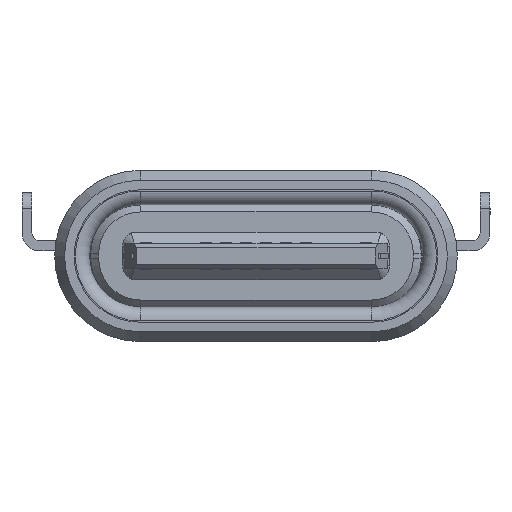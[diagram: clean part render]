
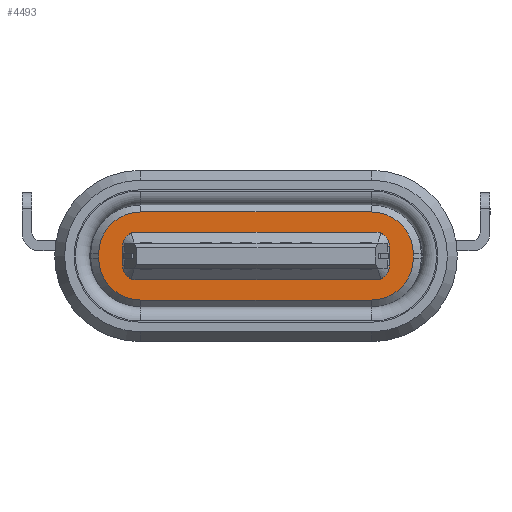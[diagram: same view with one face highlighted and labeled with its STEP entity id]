
A CAD part, front view. The second image highlights one B-rep face of the part: STEP entity #4493.
In plain terms, the highlighted planar face has unit normal (0, -1, 0).
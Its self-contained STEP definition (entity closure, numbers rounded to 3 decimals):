
#166 = EDGE_CURVE ( 'NONE', #5723, #6468, #13736, .T. ) ;
#292 = ORIENTED_EDGE ( 'NONE', *, *, #9349, .F. ) ;
#335 = CARTESIAN_POINT ( 'NONE',  ( 2.505, 6.711, -1.53 ) ) ;
#338 = CARTESIAN_POINT ( 'NONE',  ( 8.495, 6.711, -1.18 ) ) ;
#709 = AXIS2_PLACEMENT_3D ( 'NONE', #9831, #14692, #3797 ) ;
#808 = VERTEX_POINT ( 'NONE', #7135 ) ;
#1150 = DIRECTION ( 'NONE',  ( -1., 0., 0. ) ) ;
#1254 = VERTEX_POINT ( 'NONE', #11238 ) ;
#1284 = AXIS2_PLACEMENT_3D ( 'NONE', #10962, #7702, #7843 ) ;
#1363 = VERTEX_POINT ( 'NONE', #2896 ) ;
#1538 = CARTESIAN_POINT ( 'NONE',  ( 8.845, 6.711, -1.18 ) ) ;
#1581 = VERTEX_POINT ( 'NONE', #6140 ) ;
#1708 = LINE ( 'NONE', #6640, #2510 ) ;
#1990 = VECTOR ( 'NONE', #9637, 1000. ) ;
#2069 = ORIENTED_EDGE ( 'NONE', *, *, #11149, .F. ) ;
#2226 = ORIENTED_EDGE ( 'NONE', *, *, #5993, .F. ) ;
#2319 = VECTOR ( 'NONE', #14319, 1000. ) ;
#2400 = EDGE_CURVE ( 'NONE', #10707, #1581, #8140, .T. ) ;
#2421 = ORIENTED_EDGE ( 'NONE', *, *, #10977, .F. ) ;
#2429 = DIRECTION ( 'NONE',  ( 0., 1., 0. ) ) ;
#2463 = PLANE ( 'NONE',  #1284 ) ;
#2510 = VECTOR ( 'NONE', #7606, 1000. ) ;
#2860 = DIRECTION ( 'NONE',  ( 0., 1., 0. ) ) ;
#2896 = CARTESIAN_POINT ( 'NONE',  ( 1.555, 6.711, -0.875 ) ) ;
#3161 = CARTESIAN_POINT ( 'NONE',  ( 2.605, 6.711, 0.175 ) ) ;
#3237 = LINE ( 'NONE', #3161, #8122 ) ;
#3429 = CARTESIAN_POINT ( 'NONE',  ( 8.395, 6.711, -2.035 ) ) ;
#3664 = FACE_OUTER_BOUND ( 'NONE', #12265, .T. ) ;
#3782 = EDGE_CURVE ( 'NONE', #10514, #13769, #14694, .T. ) ;
#3797 = DIRECTION ( 'NONE',  ( 1., 0., 0. ) ) ;
#3861 = CARTESIAN_POINT ( 'NONE',  ( 8.395, 6.711, -2.035 ) ) ;
#3878 = DIRECTION ( 'NONE',  ( -1., 0., 0. ) ) ;
#3909 = ORIENTED_EDGE ( 'NONE', *, *, #166, .F. ) ;
#3985 = DIRECTION ( 'NONE',  ( 0., 0., -1. ) ) ;
#4331 = AXIS2_PLACEMENT_3D ( 'NONE', #15554, #13146, #1150 ) ;
#4493 = ADVANCED_FACE ( 'NONE', ( #3664, #8502 ), #2463, .T. ) ;
#4716 = CARTESIAN_POINT ( 'NONE',  ( 2.505, 6.711, -1.53 ) ) ;
#5123 = CARTESIAN_POINT ( 'NONE',  ( 2.155, 6.711, -1.18 ) ) ;
#5231 = DIRECTION ( 'NONE',  ( 0., 0., 1. ) ) ;
#5308 = CIRCLE ( 'NONE', #5554, 0.35 ) ;
#5554 = AXIS2_PLACEMENT_3D ( 'NONE', #338, #14887, #3985 ) ;
#5703 = CARTESIAN_POINT ( 'NONE',  ( 8.845, 6.711, -0.68 ) ) ;
#5723 = VERTEX_POINT ( 'NONE', #6734 ) ;
#5733 = LINE ( 'NONE', #10578, #9224 ) ;
#5736 = DIRECTION ( 'NONE',  ( 1., 0., 0. ) ) ;
#5993 = EDGE_CURVE ( 'NONE', #8966, #7042, #12643, .T. ) ;
#6007 = EDGE_CURVE ( 'NONE', #1363, #12834, #15749, .T. ) ;
#6121 = EDGE_CURVE ( 'NONE', #9580, #8966, #1708, .T. ) ;
#6140 = CARTESIAN_POINT ( 'NONE',  ( 1.555, 6.711, -0.985 ) ) ;
#6268 = CARTESIAN_POINT ( 'NONE',  ( 2.505, 6.711, -0.68 ) ) ;
#6299 = DIRECTION ( 'NONE',  ( 1., 0., 0. ) ) ;
#6360 = CARTESIAN_POINT ( 'NONE',  ( 8.395, 6.711, -0.875 ) ) ;
#6381 = LINE ( 'NONE', #14658, #1990 ) ;
#6437 = VERTEX_POINT ( 'NONE', #5123 ) ;
#6468 = VERTEX_POINT ( 'NONE', #3861 ) ;
#6590 = ORIENTED_EDGE ( 'NONE', *, *, #10248, .F. ) ;
#6620 = DIRECTION ( 'NONE',  ( 0., 0., 1. ) ) ;
#6640 = CARTESIAN_POINT ( 'NONE',  ( 8.845, 6.711, -1.18 ) ) ;
#6734 = CARTESIAN_POINT ( 'NONE',  ( 9.445, 6.711, -0.985 ) ) ;
#6774 = LINE ( 'NONE', #11620, #14784 ) ;
#6885 = AXIS2_PLACEMENT_3D ( 'NONE', #10813, #7169, #5736 ) ;
#6940 = EDGE_CURVE ( 'NONE', #808, #9580, #5308, .T. ) ;
#7042 = VERTEX_POINT ( 'NONE', #15277 ) ;
#7135 = CARTESIAN_POINT ( 'NONE',  ( 8.495, 6.711, -1.53 ) ) ;
#7169 = DIRECTION ( 'NONE',  ( 0., 1., 0. ) ) ;
#7606 = DIRECTION ( 'NONE',  ( 0., 0., 1. ) ) ;
#7645 = CARTESIAN_POINT ( 'NONE',  ( 2.605, 6.711, 0.175 ) ) ;
#7702 = DIRECTION ( 'NONE',  ( 0., -1., 0. ) ) ;
#7843 = DIRECTION ( 'NONE',  ( 0., 0., 1. ) ) ;
#7925 = AXIS2_PLACEMENT_3D ( 'NONE', #6360, #2860, #5231 ) ;
#8053 = DIRECTION ( 'NONE',  ( 0., 0., 1. ) ) ;
#8122 = VECTOR ( 'NONE', #11500, 1000. ) ;
#8140 = CIRCLE ( 'NONE', #13714, 1.05 ) ;
#8502 = FACE_BOUND ( 'NONE', #10908, .T. ) ;
#8703 = ORIENTED_EDGE ( 'NONE', *, *, #8978, .F. ) ;
#8954 = CIRCLE ( 'NONE', #7925, 1.05 ) ;
#8966 = VERTEX_POINT ( 'NONE', #5703 ) ;
#8969 = ORIENTED_EDGE ( 'NONE', *, *, #6007, .F. ) ;
#8978 = EDGE_CURVE ( 'NONE', #12834, #1254, #3237, .T. ) ;
#9224 = VECTOR ( 'NONE', #14238, 1000. ) ;
#9329 = ORIENTED_EDGE ( 'NONE', *, *, #2400, .F. ) ;
#9349 = EDGE_CURVE ( 'NONE', #13769, #6437, #12906, .T. ) ;
#9524 = EDGE_CURVE ( 'NONE', #6437, #13904, #10937, .T. ) ;
#9580 = VERTEX_POINT ( 'NONE', #1538 ) ;
#9637 = DIRECTION ( 'NONE',  ( -1., 0., 0. ) ) ;
#9774 = VERTEX_POINT ( 'NONE', #10193 ) ;
#9831 = CARTESIAN_POINT ( 'NONE',  ( 8.495, 6.711, -0.68 ) ) ;
#10193 = CARTESIAN_POINT ( 'NONE',  ( 9.445, 6.711, -0.875 ) ) ;
#10248 = EDGE_CURVE ( 'NONE', #6468, #10707, #11679, .T. ) ;
#10358 = AXIS2_PLACEMENT_3D ( 'NONE', #6268, #12819, #8053 ) ;
#10514 = VERTEX_POINT ( 'NONE', #15401 ) ;
#10533 = CARTESIAN_POINT ( 'NONE',  ( 2.155, 6.711, -0.68 ) ) ;
#10578 = CARTESIAN_POINT ( 'NONE',  ( 9.445, 6.711, -0.875 ) ) ;
#10707 = VERTEX_POINT ( 'NONE', #13316 ) ;
#10803 = ORIENTED_EDGE ( 'NONE', *, *, #9524, .F. ) ;
#10813 = CARTESIAN_POINT ( 'NONE',  ( 8.395, 6.711, -0.985 ) ) ;
#10908 = EDGE_LOOP ( 'NONE', ( #10803, #292, #12201, #13457, #2226, #13231, #15079, #2069 ) ) ;
#10937 = CIRCLE ( 'NONE', #4331, 0.35 ) ;
#10962 = CARTESIAN_POINT ( 'NONE',  ( 7.51, 6.711, -0.555 ) ) ;
#10977 = EDGE_CURVE ( 'NONE', #1581, #1363, #6774, .T. ) ;
#11101 = CARTESIAN_POINT ( 'NONE',  ( 2.605, 6.711, -0.875 ) ) ;
#11149 = EDGE_CURVE ( 'NONE', #13904, #808, #11220, .T. ) ;
#11220 = LINE ( 'NONE', #335, #15018 ) ;
#11238 = CARTESIAN_POINT ( 'NONE',  ( 8.395, 6.711, 0.175 ) ) ;
#11500 = DIRECTION ( 'NONE',  ( 1., 0., 0. ) ) ;
#11620 = CARTESIAN_POINT ( 'NONE',  ( 1.555, 6.711, -0.985 ) ) ;
#11679 = LINE ( 'NONE', #3429, #2319 ) ;
#11736 = ORIENTED_EDGE ( 'NONE', *, *, #14239, .F. ) ;
#11963 = DIRECTION ( 'NONE',  ( 0., 0., -1. ) ) ;
#12063 = ORIENTED_EDGE ( 'NONE', *, *, #13298, .F. ) ;
#12196 = CARTESIAN_POINT ( 'NONE',  ( 2.605, 6.711, -0.985 ) ) ;
#12201 = ORIENTED_EDGE ( 'NONE', *, *, #3782, .F. ) ;
#12265 = EDGE_LOOP ( 'NONE', ( #3909, #11736, #12063, #8703, #8969, #2421, #9329, #6590 ) ) ;
#12643 = CIRCLE ( 'NONE', #709, 0.35 ) ;
#12819 = DIRECTION ( 'NONE',  ( 0., -1., 0. ) ) ;
#12834 = VERTEX_POINT ( 'NONE', #7645 ) ;
#12901 = AXIS2_PLACEMENT_3D ( 'NONE', #11101, #13494, #3878 ) ;
#12906 = LINE ( 'NONE', #10533, #13977 ) ;
#13146 = DIRECTION ( 'NONE',  ( 0., -1., 0. ) ) ;
#13231 = ORIENTED_EDGE ( 'NONE', *, *, #6121, .F. ) ;
#13298 = EDGE_CURVE ( 'NONE', #1254, #9774, #8954, .T. ) ;
#13316 = CARTESIAN_POINT ( 'NONE',  ( 2.605, 6.711, -2.035 ) ) ;
#13457 = ORIENTED_EDGE ( 'NONE', *, *, #15524, .F. ) ;
#13494 = DIRECTION ( 'NONE',  ( 0., 1., 0. ) ) ;
#13714 = AXIS2_PLACEMENT_3D ( 'NONE', #12196, #2429, #11963 ) ;
#13736 = CIRCLE ( 'NONE', #6885, 1.05 ) ;
#13769 = VERTEX_POINT ( 'NONE', #14102 ) ;
#13904 = VERTEX_POINT ( 'NONE', #4716 ) ;
#13977 = VECTOR ( 'NONE', #14109, 1000. ) ;
#14102 = CARTESIAN_POINT ( 'NONE',  ( 2.155, 6.711, -0.68 ) ) ;
#14109 = DIRECTION ( 'NONE',  ( 0., 0., -1. ) ) ;
#14238 = DIRECTION ( 'NONE',  ( 0., 0., -1. ) ) ;
#14239 = EDGE_CURVE ( 'NONE', #9774, #5723, #5733, .T. ) ;
#14319 = DIRECTION ( 'NONE',  ( -1., 0., 0. ) ) ;
#14658 = CARTESIAN_POINT ( 'NONE',  ( 8.495, 6.711, -0.33 ) ) ;
#14692 = DIRECTION ( 'NONE',  ( 0., -1., 0. ) ) ;
#14694 = CIRCLE ( 'NONE', #10358, 0.35 ) ;
#14784 = VECTOR ( 'NONE', #6620, 1000. ) ;
#14887 = DIRECTION ( 'NONE',  ( 0., -1., 0. ) ) ;
#15018 = VECTOR ( 'NONE', #6299, 1000. ) ;
#15079 = ORIENTED_EDGE ( 'NONE', *, *, #6940, .F. ) ;
#15277 = CARTESIAN_POINT ( 'NONE',  ( 8.495, 6.711, -0.33 ) ) ;
#15401 = CARTESIAN_POINT ( 'NONE',  ( 2.505, 6.711, -0.33 ) ) ;
#15524 = EDGE_CURVE ( 'NONE', #7042, #10514, #6381, .T. ) ;
#15554 = CARTESIAN_POINT ( 'NONE',  ( 2.505, 6.711, -1.18 ) ) ;
#15749 = CIRCLE ( 'NONE', #12901, 1.05 ) ;
